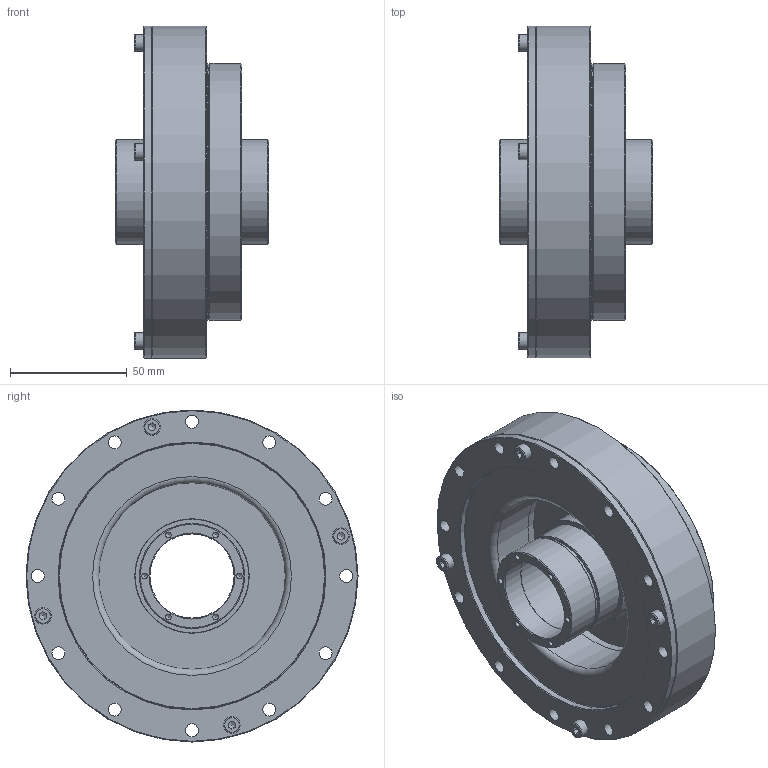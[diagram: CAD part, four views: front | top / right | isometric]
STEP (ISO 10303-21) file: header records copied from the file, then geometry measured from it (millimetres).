
FILE_DESCRIPTION(/* description */ (''),/* implementation_level */ '2;1');
FILE_NAME(/* name */ 'AK000212.stp',/* time_stamp */ '2018-10-30T13:27:04+08:00',/* author */ ('yin210'),/* organization */ (''),/* preprocessor_version */ 'ST-DEVELOPER v15.2',/* originating_system */ 'Autodesk Inventor 2014',/* authorisation */ '');
FILE_SCHEMA (('AUTOMOTIVE_DESIGN { 1 0 10303 214 3 1 1 }'));
Length unit declared in the file: centimetre
Products named in the file (1): AK000212
Bounding box: 65.5 x 142 x 142 mm (x, y, z)
Volume: 405051.3 mm3; surface area: 87188.5 mm2
Topology: 1 solids, 1 shells, 455 faces, 1106 edges, 696 vertices
Faces by surface type: cylinder 179, plane 139, torus 57, cone 57, sphere 23
Full cylindrical faces by diameter (mm): 2.459 x12, 4.134 x16, 5.5 x28, 7 x8, 8 x4, 36 x2, 36.5 x1, 42.5 x1, 45 x3, 47 x1, 49 x1, 63.04 x1, 75.82 x1, 79.75 x1, 79.8 x1, 110 x2, 114 x1, 122 x1, 142 x2
Entity records: 12072 total; most frequent: DIRECTION 2242, CARTESIAN_POINT 1934, ORIENTED_EDGE 1706, AXIS2_PLACEMENT_3D 1027, EDGE_CURVE 807, EDGE_LOOP 702, VERTEX_POINT 575, CIRCLE 571
